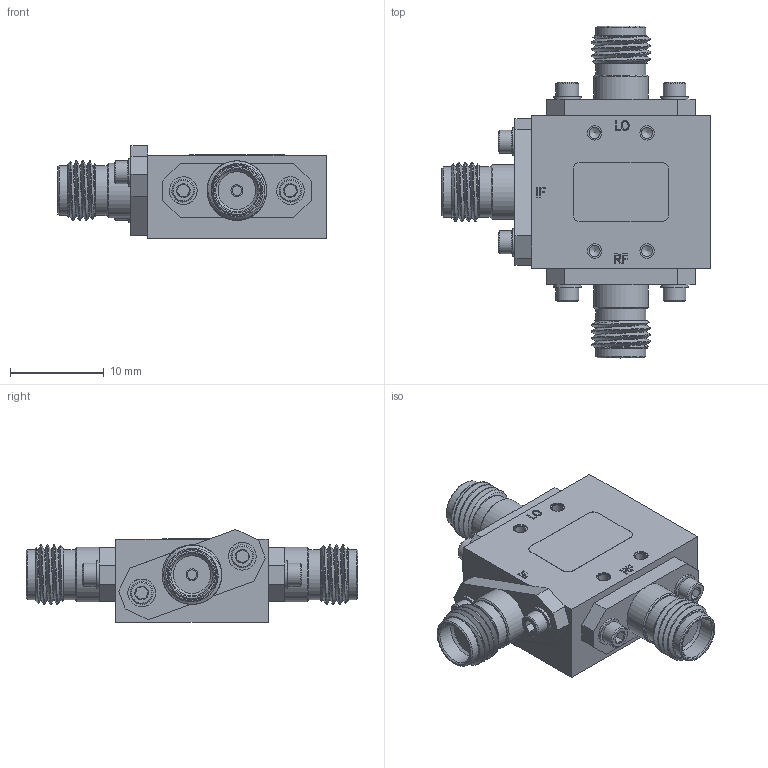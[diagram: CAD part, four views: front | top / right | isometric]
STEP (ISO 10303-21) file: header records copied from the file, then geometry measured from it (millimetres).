
FILE_DESCRIPTION (( 'STEP AP203' ), '1' );
FILE_NAME ('FMMX1009_3D.step', '2020-11-04T16:54:10', ( '' ), ( '' ), 'SwSTEP 2.0', 'SolidWorks 2018', '' );
FILE_SCHEMA (( 'CONFIG_CONTROL_DESIGN' ));
Length unit declared in the file: inch
Products named in the file (1): FMMX1009_3D
Bounding box: 28.63 x 35.41 x 9.91 mm (x, y, z)
Volume: 3652.1 mm3; surface area: 2653.8 mm2
Topology: 1 solids, 13 shells, 415 faces, 909 edges, 575 vertices
Faces by surface type: plane 204, cylinder 98, cone 74, bspline 39
Full cylindrical faces by diameter (mm): 1.016 x6, 1.191 x4, 1.27 x6, 1.524 x22, 1.778 x4, 1.854 x6, 2.184 x4, 2.438 x6, 2.946 x6, 4.521 x3, 5.08 x3, 5.334 x6, 5.842 x3
Entity records: 18247 total; most frequent: CARTESIAN_POINT 10454, DIRECTION 1511, ORIENTED_EDGE 1440, EDGE_CURVE 720, AXIS2_PLACEMENT_3D 594, EDGE_LOOP 569, VERTEX_POINT 503, FACE_OUTER_BOUND 464
